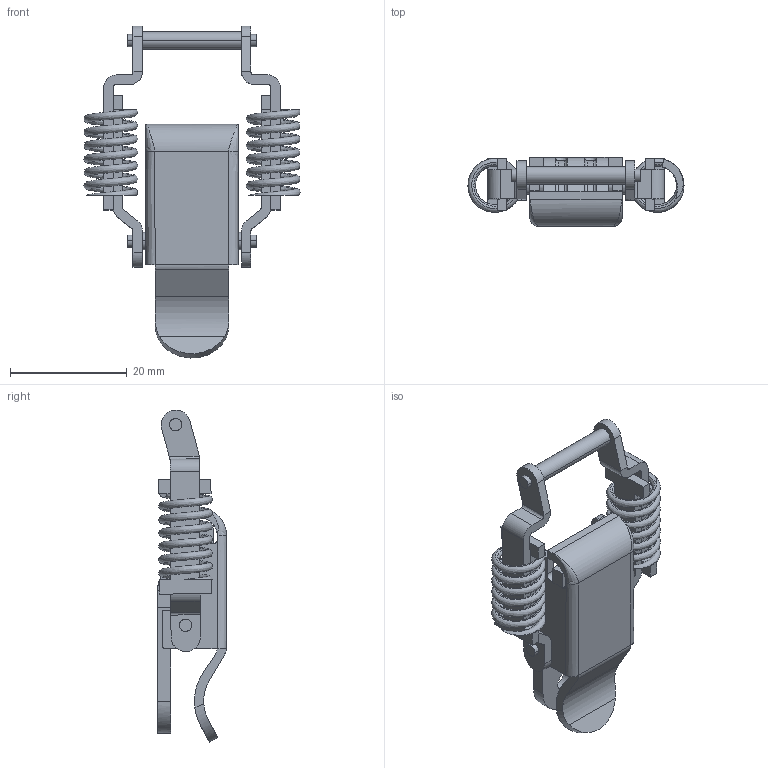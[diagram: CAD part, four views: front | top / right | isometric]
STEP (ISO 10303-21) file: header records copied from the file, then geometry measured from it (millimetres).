
FILE_DESCRIPTION((''),'2;1');
FILE_NAME('','2005-07-15T13:51:42',(''),(''),'','CADfix','');
FILE_SCHEMA(('AUTOMOTIVE_DESIGN'));
Length unit declared in the file: millimetre
Products named in the file (9): arm_C_mr; arm_C; arm_B; arm_A; spring; shaft; lever; base; TL_11_5_10016_36
Assembly tree (10 placements, depth 2):
  TL_11_5_10016_36
    arm_C_mr
    arm_C
    arm_B
    arm_A
    spring  x2
    shaft  x2
    lever
    base
Bounding box: 36.99 x 11.8 x 56.84 mm (x, y, z)
Volume: 4238.1 mm3; surface area: 7013.3 mm2
Topology: 10 solids, 10 shells, 261 faces, 698 edges, 459 vertices
Faces by surface type: bspline 261
Entity records: 11640 total; most frequent: CARTESIAN_POINT 7678, ORIENTED_EDGE 1308, EDGE_CURVE 654, VERTEX_POINT 427, QUASI_UNIFORM_CURVE 361, EDGE_LOOP 263, FACE_OUTER_BOUND 245, ADVANCED_FACE 245
